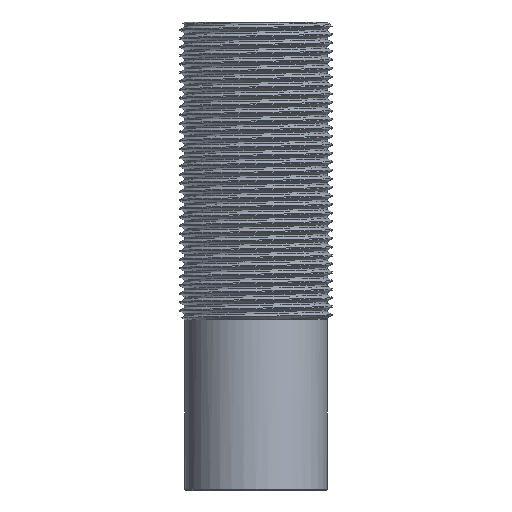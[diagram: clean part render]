
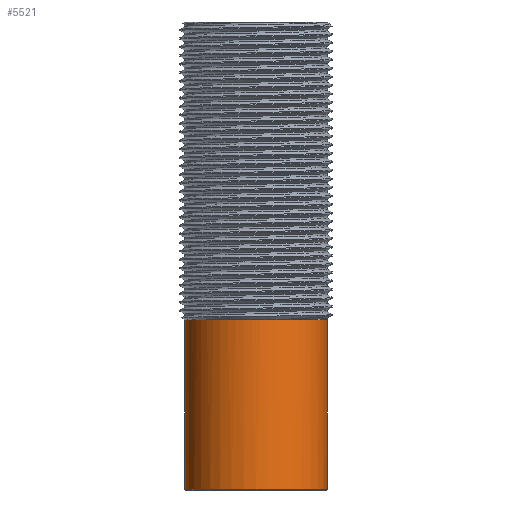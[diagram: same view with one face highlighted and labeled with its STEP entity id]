
A CAD part, front view. The second image highlights one B-rep face of the part: STEP entity #5521.
In plain terms, the highlighted cylindrical face has radius 8.4 mm (diameter 16.8 mm), a partial arc.
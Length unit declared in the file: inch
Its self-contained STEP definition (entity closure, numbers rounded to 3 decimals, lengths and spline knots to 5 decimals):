
#169 = AXIS2_PLACEMENT_3D ( 'NONE', #6336, #2758, #5069 ) ;
#669 = EDGE_CURVE ( 'NONE', #2970, #5600, #2197, .T. ) ;
#686 = CARTESIAN_POINT ( 'NONE',  ( 0.33071, 0., 0.7874 ) ) ;
#900 = DIRECTION ( 'NONE',  ( 0., 0., 1. ) ) ;
#1029 = CARTESIAN_POINT ( 'NONE',  ( 0.33071, 0., 0.00394 ) ) ;
#1080 = EDGE_CURVE ( 'NONE', #6200, #5948, #6871, .T. ) ;
#1137 = EDGE_CURVE ( 'NONE', #5948, #5600, #4255, .T. ) ;
#1261 = ORIENTED_EDGE ( 'NONE', *, *, #1137, .T. ) ;
#1529 = AXIS2_PLACEMENT_3D ( 'NONE', #3214, #1640, #3961 ) ;
#1596 = FACE_OUTER_BOUND ( 'NONE', #2783, .T. ) ;
#1640 = DIRECTION ( 'NONE',  ( 0., 0., -1. ) ) ;
#2197 = LINE ( 'NONE', #686, #2740 ) ;
#2357 = CYLINDRICAL_SURFACE ( 'NONE', #1529, 0.33071 ) ;
#2653 = CARTESIAN_POINT ( 'NONE',  ( 0.33071, 0., 0.7874 ) ) ;
#2740 = VECTOR ( 'NONE', #5732, 39.37008 ) ;
#2758 = DIRECTION ( 'NONE',  ( 0., 0., 1. ) ) ;
#2783 = EDGE_LOOP ( 'NONE', ( #7196, #6462, #3370, #1261 ) ) ;
#2970 = VERTEX_POINT ( 'NONE', #2653 ) ;
#2988 = CARTESIAN_POINT ( 'NONE',  ( 0., 0., 0.7874 ) ) ;
#3214 = CARTESIAN_POINT ( 'NONE',  ( 0., 0., 0.7874 ) ) ;
#3370 = ORIENTED_EDGE ( 'NONE', *, *, #1080, .T. ) ;
#3961 = DIRECTION ( 'NONE',  ( -1., 0., 0. ) ) ;
#4254 = CIRCLE ( 'NONE', #5766, 0.33071 ) ;
#4255 = CIRCLE ( 'NONE', #169, 0.33071 ) ;
#4739 = CARTESIAN_POINT ( 'NONE',  ( -0.33071, 0., 0.7874 ) ) ;
#5069 = DIRECTION ( 'NONE',  ( -1., 0., 0. ) ) ;
#5248 = DIRECTION ( 'NONE',  ( -1., 0., 0. ) ) ;
#5446 = DIRECTION ( 'NONE',  ( 0., 0., -1. ) ) ;
#5521 = ADVANCED_FACE ( 'NONE', ( #1596 ), #2357, .T. ) ;
#5600 = VERTEX_POINT ( 'NONE', #1029 ) ;
#5732 = DIRECTION ( 'NONE',  ( 0., 0., -1. ) ) ;
#5739 = CARTESIAN_POINT ( 'NONE',  ( -0.33071, 0., 0.00394 ) ) ;
#5766 = AXIS2_PLACEMENT_3D ( 'NONE', #2988, #900, #5248 ) ;
#5904 = VECTOR ( 'NONE', #5446, 39.37008 ) ;
#5948 = VERTEX_POINT ( 'NONE', #5739 ) ;
#6200 = VERTEX_POINT ( 'NONE', #7352 ) ;
#6336 = CARTESIAN_POINT ( 'NONE',  ( 0., 0., 0.00394 ) ) ;
#6462 = ORIENTED_EDGE ( 'NONE', *, *, #8122, .F. ) ;
#6871 = LINE ( 'NONE', #4739, #5904 ) ;
#7196 = ORIENTED_EDGE ( 'NONE', *, *, #669, .F. ) ;
#7352 = CARTESIAN_POINT ( 'NONE',  ( -0.33071, 0., 0.7874 ) ) ;
#8122 = EDGE_CURVE ( 'NONE', #6200, #2970, #4254, .T. ) ;
